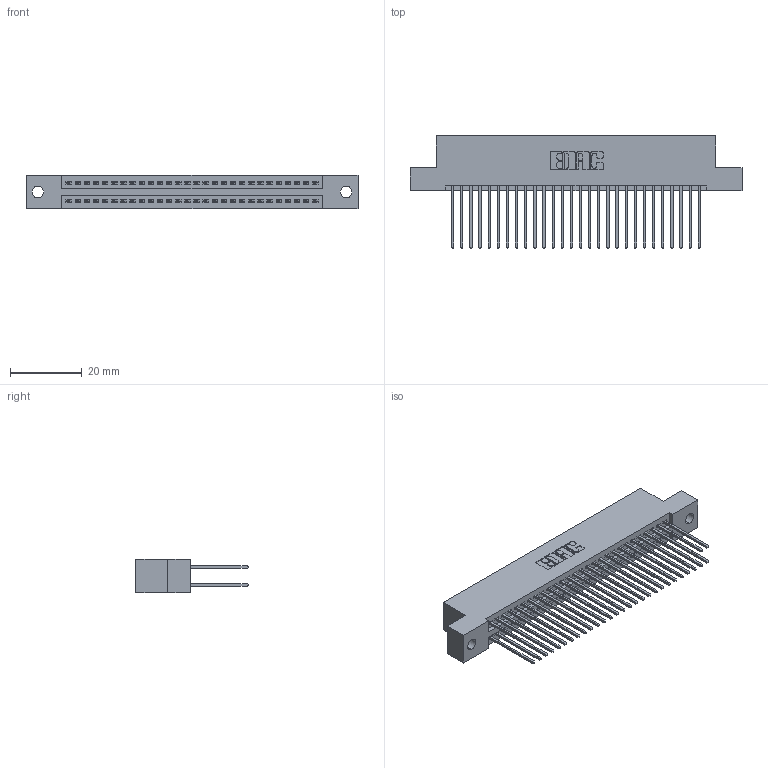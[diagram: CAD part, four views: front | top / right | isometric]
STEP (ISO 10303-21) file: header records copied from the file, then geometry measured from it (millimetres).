
FILE_DESCRIPTION (( 'STEP AP203' ), '1' );
FILE_NAME ('395-056-542-202.STEP', '2018-11-22T04:37:27', ( '' ), ( '' ), 'SwSTEP 2.0', 'SolidWorks 2016', '' );
FILE_SCHEMA (( 'CONFIG_CONTROL_DESIGN' ));
Length unit declared in the file: inch
Products named in the file (3): 345 Part_Flush Mounting Lugs - 0.128 Dia; 345-292-001_345-293-142; 395-056-542-202
Assembly tree (57 placements, depth 2):
  395-056-542-202
    345 Part_Flush Mounting Lugs - 0.128 Dia
    345-292-001_345-293-142  x56
Bounding box: 92.33 x 31.29 x 9.4 mm (x, y, z)
Volume: 9063.3 mm3; surface area: 14073.2 mm2
Topology: 57 solids, 57 shells, 2926 faces, 8685 edges, 5714 vertices
Faces by surface type: plane 1928, cylinder 998
Entity records: 23875 total; most frequent: CARTESIAN_POINT 4016, ORIENTED_EDGE 3950, DIRECTION 3559, EDGE_CURVE 1975, LINE 1731, VECTOR 1731, VERTEX_POINT 1314, AXIS2_PLACEMENT_3D 914
